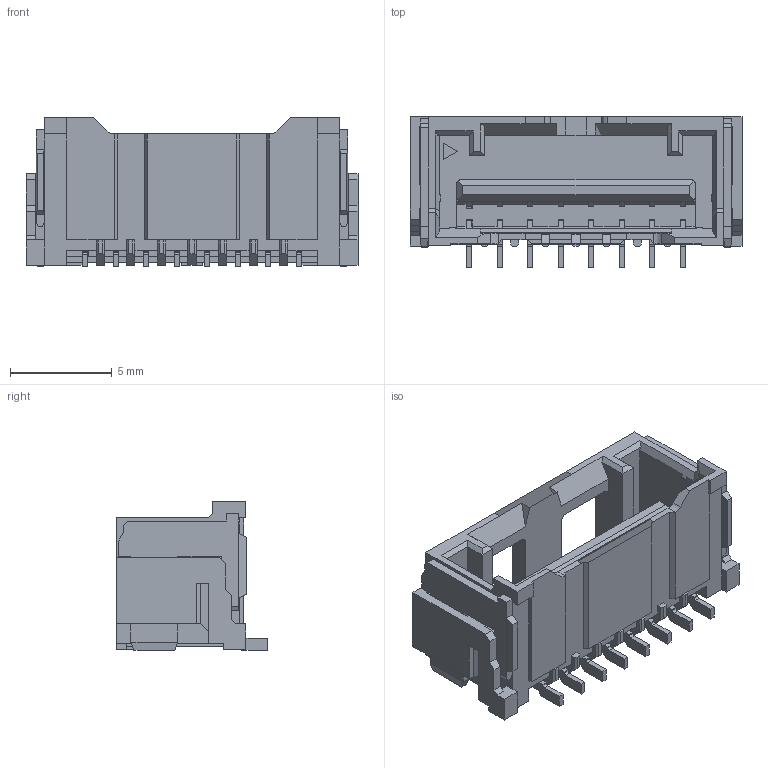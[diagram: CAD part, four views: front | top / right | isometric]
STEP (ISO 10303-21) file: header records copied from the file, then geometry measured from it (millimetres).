
FILE_DESCRIPTION(('FreeCAD Model'),'2;1');
FILE_NAME('Molex_502584_0860.step', '2018-07-11T14:46:06',('kicad StepUp'),('ksu MCAD'), 'Open CASCADE STEP processor 6.8','FreeCAD','Unknown');
FILE_SCHEMA(('AUTOMOTIVE_DESIGN_CC2 { 1 2 10303 214 -1 1 5 4 }'));
Length unit declared in the file: millimetre
Products named in the file (1): Molex_502584_0860
Bounding box: 16.3 x 7.4 x 7.3 mm (x, y, z)
Surface area: 882.9 mm2 (no closed solid volume)
Topology: 0 solids, 625 shells, 625 faces, 3684 edges, 3684 vertices
Faces by surface type: plane 565, cylinder 60
Entity records: 40429 total; most frequent: CARTESIAN_POINT 8154, DIRECTION 5120, ORIENTED_EDGE 3684, EDGE_CURVE 3684, VERTEX_POINT 3684, LINE 3436, VECTOR 3436, AXIS2_PLACEMENT_3D 842
